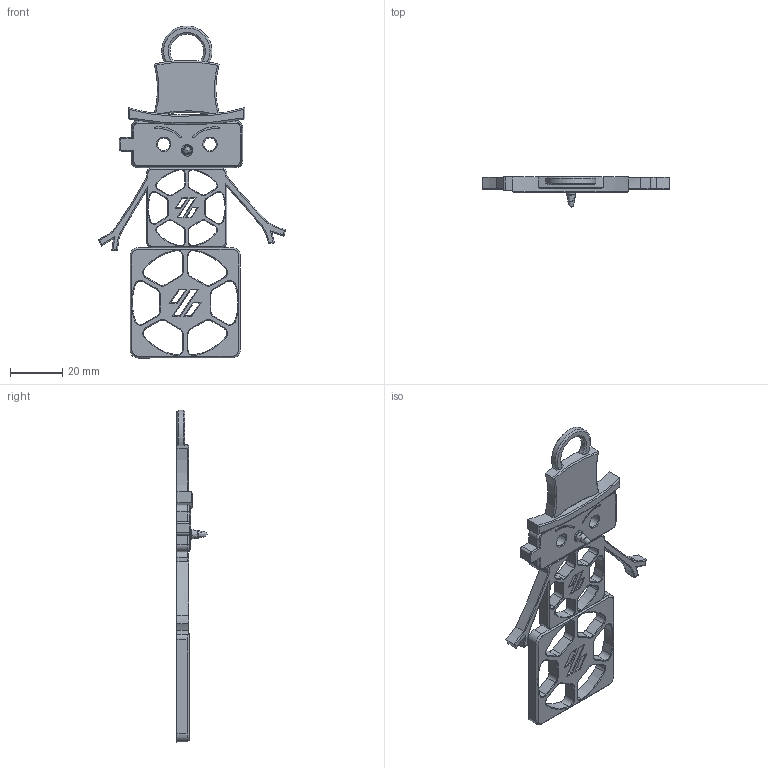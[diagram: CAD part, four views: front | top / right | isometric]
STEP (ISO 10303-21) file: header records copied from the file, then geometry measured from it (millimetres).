
FILE_DESCRIPTION(/* description */ (''),/* implementation_level */ '2;1');
FILE_NAME(/* name */ 'Voron The Snowman v1.step',/* time_stamp */ '2023-12-03T20:41:41-06:00',/* author */ (''),/* organization */ (''),/* preprocessor_version */ 'ST-DEVELOPER v20',/* originating_system */ 'Autodesk Translation Framework v12.14.0.127',/* authorisation */ '');
FILE_SCHEMA (('AUTOMOTIVE_DESIGN { 1 0 10303 214 3 1 1 }'));
Length unit declared in the file: millimetre
Products named in the file (1): Voron The Snowman
Bounding box: 72.03 x 11.61 x 127.6 mm (x, y, z)
Volume: 14456.3 mm3; surface area: 11484.5 mm2
Topology: 1 solids, 1 shells, 436 faces, 1125 edges, 692 vertices
Faces by surface type: plane 178, bspline 88, cylinder 88, cone 82
Full cylindrical faces by diameter (mm): 4.859 x2
Entity records: 22639 total; most frequent: CARTESIAN_POINT 12317, ORIENTED_EDGE 2248, DIRECTION 1981, EDGE_CURVE 1124, VERTEX_POINT 692, AXIS2_PLACEMENT_3D 664, LINE 653, VECTOR 653
